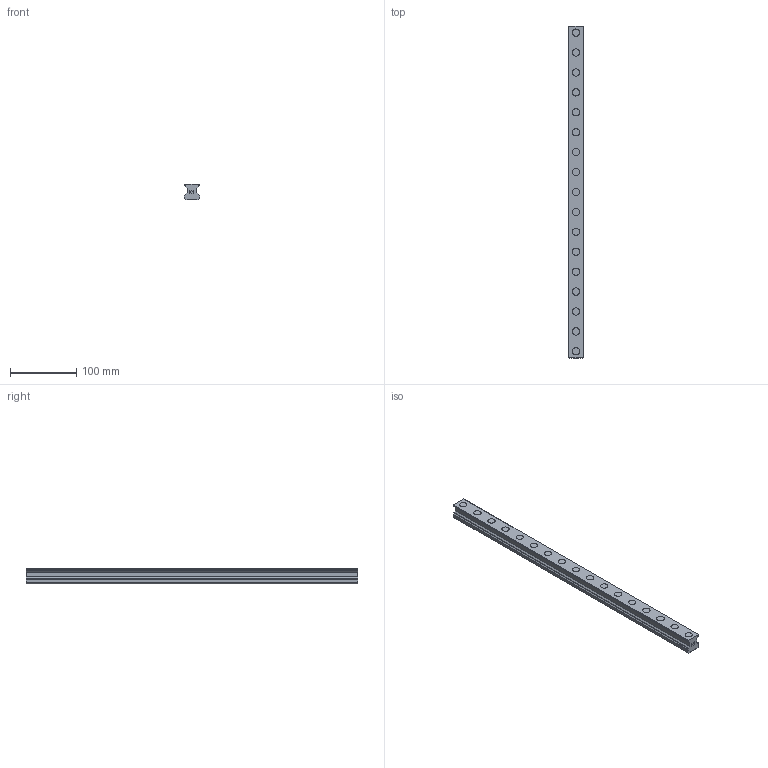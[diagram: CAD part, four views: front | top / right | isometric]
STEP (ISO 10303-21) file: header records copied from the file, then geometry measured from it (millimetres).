
FILE_DESCRIPTION(('STEP AP214'),'1');
FILE_NAME('cctmp_302D04A0-9F92-4928-BC87-B4804E487AA0_2021_03_10_11_28_49_0209..stp','2021-03-10T10:28:49',('HIWIN GmbH'),('CADClick - www.CADClick.com'),'Spatial InterOp 3D',' ','unknown authorization');
FILE_SCHEMA(('AUTOMOTIVE_DESIGN'));
Length unit declared in the file: millimetre
Products named in the file (1): RGR25R500H_FILE
Bounding box: 23 x 500 x 23.6 mm (x, y, z)
Volume: 200065.1 mm3; surface area: 63026.6 mm2
Topology: 1 solids, 1 shells, 270 faces, 639 edges, 426 vertices
Faces by surface type: plane 150, cylinder 120
Entity records: 10027 total; most frequent: DIRECTION 1421, CARTESIAN_POINT 1336, ORIENTED_EDGE 1278, EDGE_CURVE 639, AXIS2_PLACEMENT_3D 511, VERTEX_POINT 426, LINE 399, VECTOR 399
